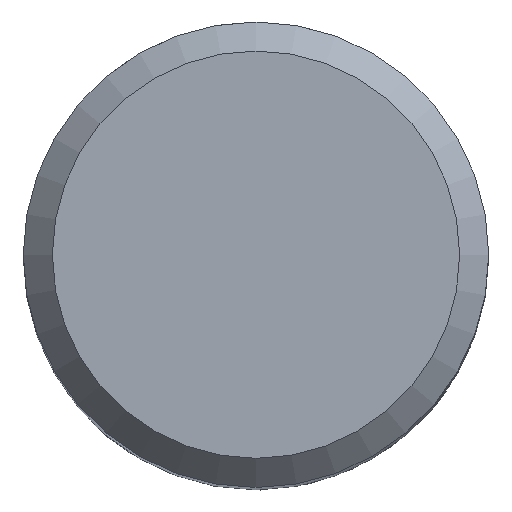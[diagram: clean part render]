
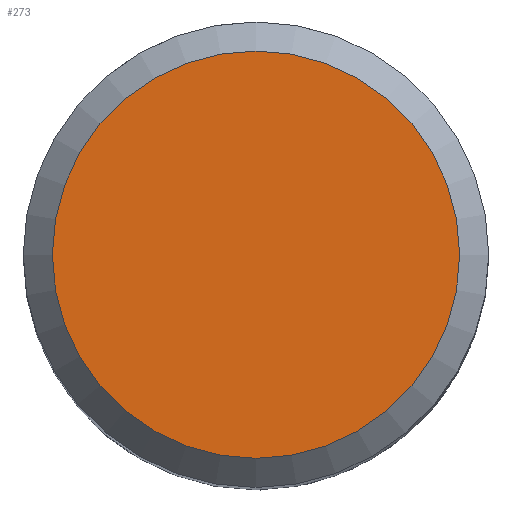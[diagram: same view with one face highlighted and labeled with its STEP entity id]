
A CAD part, top view. The second image highlights one B-rep face of the part: STEP entity #273.
In plain terms, the highlighted planar face has unit normal (0, 0, 1).
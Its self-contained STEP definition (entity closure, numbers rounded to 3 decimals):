
#110=PLANE('',#446);
#115=FACE_OUTER_BOUND('',#148,.T.);
#148=EDGE_LOOP('',(#186));
#186=ORIENTED_EDGE('',*,*,#218,.F.);
#218=EDGE_CURVE('',#331,#331,#241,.T.);
#241=CIRCLE('',#445,6.997);
#273=ADVANCED_FACE('CU_SU3',(#115),#110,.F.);
#331=VERTEX_POINT('',#5956);
#445=AXIS2_PLACEMENT_3D('',#5955,#532,#533);
#446=AXIS2_PLACEMENT_3D('',#5957,#534,#535);
#532=DIRECTION('',(0.,0.,-1.));
#533=DIRECTION('',(-1.,0.,0.));
#534=DIRECTION('',(0.,0.,-1.));
#535=DIRECTION('',(-1.,0.,0.));
#5955=CARTESIAN_POINT('',(0.,0.,0.));
#5956=CARTESIAN_POINT('',(-6.997,0.,0.));
#5957=CARTESIAN_POINT('',(0.,0.,0.));
